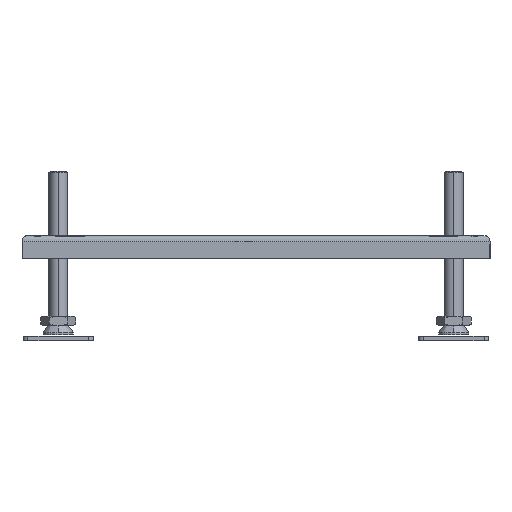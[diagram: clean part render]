
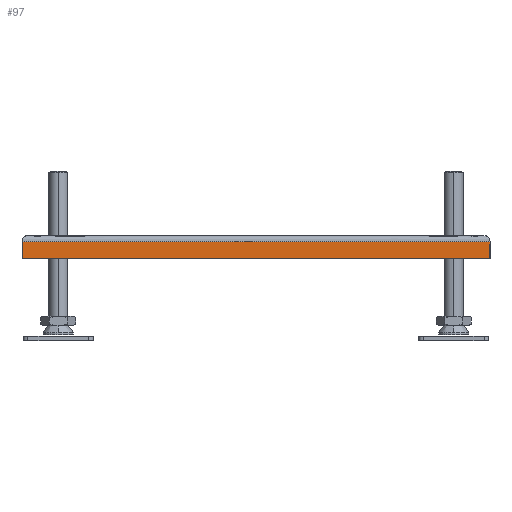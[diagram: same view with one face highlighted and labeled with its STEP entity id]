
A CAD part, front view. The second image highlights one B-rep face of the part: STEP entity #97.
In plain terms, the highlighted planar face has unit normal (0, -1, 0).
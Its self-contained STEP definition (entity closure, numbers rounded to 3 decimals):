
#97=ADVANCED_FACE('',(#485),#4943,.T.);
#485=FACE_OUTER_BOUND('',#809,.T.);
#809=EDGE_LOOP('',(#1361,#1362,#1363,#1364));
#1361=ORIENTED_EDGE('',*,*,#2820,.F.);
#1362=ORIENTED_EDGE('',*,*,#2842,.T.);
#1363=ORIENTED_EDGE('',*,*,#2841,.T.);
#1364=ORIENTED_EDGE('',*,*,#2811,.F.);
#2811=EDGE_CURVE('',#4333,#4330,#3871,.T.);
#2820=EDGE_CURVE('',#4339,#4333,#3880,.T.);
#2841=EDGE_CURVE('',#4351,#4330,#3896,.T.);
#2842=EDGE_CURVE('',#4339,#4351,#3897,.T.);
#3871=B_SPLINE_CURVE_WITH_KNOTS('',1,(#7254,#7255),.UNSPECIFIED.,.F.,.F.,
(2,2),(-2.35,187.828),.UNSPECIFIED.);
#3880=B_SPLINE_CURVE_WITH_KNOTS('',1,(#7274,#7275),.UNSPECIFIED.,.F.,.F.,
(2,2),(0.741,8.141),.UNSPECIFIED.);
#3896=B_SPLINE_CURVE_WITH_KNOTS('',1,(#7424,#7425),.UNSPECIFIED.,.F.,.F.,
(2,2),(-8.141,-0.741),.UNSPECIFIED.);
#3897=B_SPLINE_CURVE_WITH_KNOTS('',1,(#7426,#7427,#7428,#7429),
 .UNSPECIFIED.,.F.,.F.,(2,1,1,2),(-0.627,0.,192.721,
193.347),.UNSPECIFIED.);
#4330=VERTEX_POINT('',#6811);
#4333=VERTEX_POINT('',#6814);
#4339=VERTEX_POINT('',#6820);
#4351=VERTEX_POINT('',#6832);
#4943=PLANE('',#5235);
#5235=AXIS2_PLACEMENT_3D('',#5699,#5356,$);
#5356=DIRECTION('',(0.,-1.,0.));
#5699=CARTESIAN_POINT('',(-131.881,-240.,-15.741));
#6811=CARTESIAN_POINT('',(-100.,-240.,0.));
#6814=CARTESIAN_POINT('',(100.,-240.,0.));
#6820=CARTESIAN_POINT('',(100.,-240.,7.4));
#6832=CARTESIAN_POINT('',(-100.,-240.,7.4));
#7254=CARTESIAN_POINT('',(100.,-240.,0.));
#7255=CARTESIAN_POINT('',(-100.,-240.,0.));
#7274=CARTESIAN_POINT('',(100.,-240.,7.4));
#7275=CARTESIAN_POINT('',(100.,-240.,0.));
#7424=CARTESIAN_POINT('',(-100.,-240.,7.4));
#7425=CARTESIAN_POINT('',(-100.,-240.,0.));
#7426=CARTESIAN_POINT('',(100.,-240.,7.4));
#7427=CARTESIAN_POINT('',(96.36,-240.,7.4));
#7428=CARTESIAN_POINT('',(-96.36,-240.,7.4));
#7429=CARTESIAN_POINT('',(-100.,-240.,7.4));
